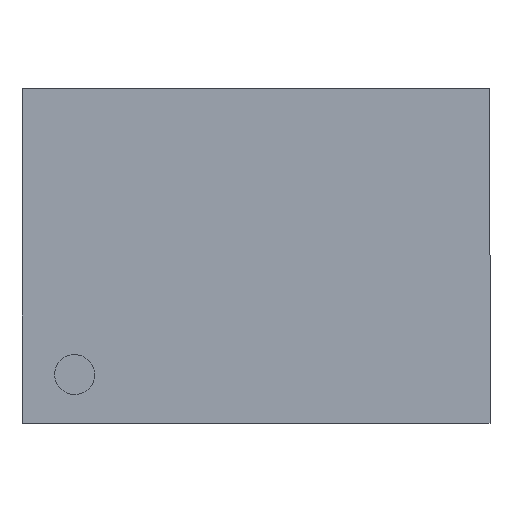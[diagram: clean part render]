
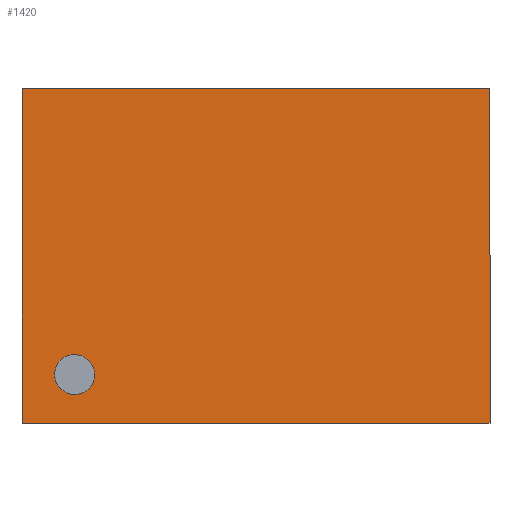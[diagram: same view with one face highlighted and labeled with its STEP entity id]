
A CAD part, top view. The second image highlights one B-rep face of the part: STEP entity #1420.
In plain terms, the highlighted planar face has unit normal (0, 0, 1).
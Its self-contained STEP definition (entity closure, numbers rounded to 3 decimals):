
#192 = DIRECTION ( 'NONE',  ( 0., -1., 0. ) ) ;
#254 = CARTESIAN_POINT ( 'NONE',  ( -2.455, -1.585, 0.85 ) ) ;
#277 = VERTEX_POINT ( 'NONE', #4638 ) ;
#541 = EDGE_LOOP ( 'NONE', ( #1641, #1856 ) ) ;
#570 = DIRECTION ( 'NONE',  ( 1., 0., 0. ) ) ;
#640 = CARTESIAN_POINT ( 'NONE',  ( -2.972, -1.585, 0.85 ) ) ;
#666 = CARTESIAN_POINT ( 'NONE',  ( -3.013, -1.773, 0.85 ) ) ;
#781 = ORIENTED_EDGE ( 'NONE', *, *, #1408, .T. ) ;
#799 = CARTESIAN_POINT ( 'NONE',  ( -2.615, -2.077, 0.85 ) ) ;
#898 = EDGE_CURVE ( 'NONE', #3265, #3391, #1428, .T. ) ;
#920 = ORIENTED_EDGE ( 'NONE', *, *, #3022, .T. ) ;
#969 = VECTOR ( 'NONE', #192, 1000. ) ;
#1112 = DIRECTION ( 'NONE',  ( 0., 1., 0. ) ) ;
#1127 = EDGE_CURVE ( 'NONE', #2452, #2018, #1482, .T. ) ;
#1182 = CARTESIAN_POINT ( 'NONE',  ( -3.013, -1.836, 0.85 ) ) ;
#1295 = CARTESIAN_POINT ( 'NONE',  ( -3.5, -2.5, 0.85 ) ) ;
#1408 = EDGE_CURVE ( 'NONE', #277, #1572, #2720, .T. ) ;
#1420 = ADVANCED_FACE ( 'NONE', ( #2566, #2873 ), #2148, .T. ) ;
#1428 = B_SPLINE_CURVE_WITH_KNOTS ( 'NONE', 3,
 ( #666, #1699, #640, #3478, #2805, #254, #4185, #2410 ),
 .UNSPECIFIED., .F., .F.,
 ( 4, 1, 1, 1, 1, 4 ),
 ( 0.5, 0.6, 0.7, 0.8, 0.9, 1. ),
 .UNSPECIFIED. ) ;
#1438 = DIRECTION ( 'NONE',  ( 0., 0., 1. ) ) ;
#1482 = LINE ( 'NONE', #1830, #2366 ) ;
#1507 = CARTESIAN_POINT ( 'NONE',  ( -2.812, -2.077, 0.85 ) ) ;
#1572 = VERTEX_POINT ( 'NONE', #1295 ) ;
#1574 = CARTESIAN_POINT ( 'NONE',  ( -2.414, -1.773, 0.85 ) ) ;
#1641 = ORIENTED_EDGE ( 'NONE', *, *, #3877, .T. ) ;
#1699 = CARTESIAN_POINT ( 'NONE',  ( -3.013, -1.711, 0.85 ) ) ;
#1791 = CARTESIAN_POINT ( 'NONE',  ( 0., 0., 0.85 ) ) ;
#1830 = CARTESIAN_POINT ( 'NONE',  ( 3.5, 2.5, 0.85 ) ) ;
#1856 = ORIENTED_EDGE ( 'NONE', *, *, #898, .T. ) ;
#1885 = ORIENTED_EDGE ( 'NONE', *, *, #1127, .T. ) ;
#1988 = EDGE_CURVE ( 'NONE', #1572, #2452, #3315, .T. ) ;
#2000 = CARTESIAN_POINT ( 'NONE',  ( 3.5, 2.5, 0.85 ) ) ;
#2018 = VERTEX_POINT ( 'NONE', #2000 ) ;
#2148 = PLANE ( 'NONE',  #2765 ) ;
#2208 = VECTOR ( 'NONE', #4542, 1000. ) ;
#2366 = VECTOR ( 'NONE', #1112, 1000. ) ;
#2410 = CARTESIAN_POINT ( 'NONE',  ( -2.414, -1.773, 0.85 ) ) ;
#2452 = VERTEX_POINT ( 'NONE', #3945 ) ;
#2549 = CARTESIAN_POINT ( 'NONE',  ( -2.972, -1.961, 0.85 ) ) ;
#2566 = FACE_OUTER_BOUND ( 'NONE', #3550, .T. ) ;
#2595 = VECTOR ( 'NONE', #570, 1000. ) ;
#2658 = ORIENTED_EDGE ( 'NONE', *, *, #1988, .T. ) ;
#2720 = LINE ( 'NONE', #4487, #969 ) ;
#2765 = AXIS2_PLACEMENT_3D ( 'NONE', #1791, #1438, #4300 ) ;
#2805 = CARTESIAN_POINT ( 'NONE',  ( -2.615, -1.469, 0.85 ) ) ;
#2873 = FACE_BOUND ( 'NONE', #541, .T. ) ;
#2963 = CARTESIAN_POINT ( 'NONE',  ( -3.5, -2.5, 0.85 ) ) ;
#3009 = CARTESIAN_POINT ( 'NONE',  ( -2.414, -1.836, 0.85 ) ) ;
#3022 = EDGE_CURVE ( 'NONE', #2018, #277, #3452, .T. ) ;
#3265 = VERTEX_POINT ( 'NONE', #4049 ) ;
#3315 = LINE ( 'NONE', #2963, #2595 ) ;
#3391 = VERTEX_POINT ( 'NONE', #4268 ) ;
#3435 = CARTESIAN_POINT ( 'NONE',  ( -3.5, 2.5, 0.85 ) ) ;
#3452 = LINE ( 'NONE', #3435, #2208 ) ;
#3478 = CARTESIAN_POINT ( 'NONE',  ( -2.812, -1.469, 0.85 ) ) ;
#3550 = EDGE_LOOP ( 'NONE', ( #1885, #920, #781, #2658 ) ) ;
#3877 = EDGE_CURVE ( 'NONE', #3391, #3265, #3970, .T. ) ;
#3945 = CARTESIAN_POINT ( 'NONE',  ( 3.5, -2.5, 0.85 ) ) ;
#3970 = B_SPLINE_CURVE_WITH_KNOTS ( 'NONE', 3,
 ( #1574, #3009, #4453, #799, #1507, #2549, #1182, #3971 ),
 .UNSPECIFIED., .F., .F.,
 ( 4, 1, 1, 1, 1, 4 ),
 ( 0., 0.1, 0.2, 0.3, 0.4, 0.5 ),
 .UNSPECIFIED. ) ;
#3971 = CARTESIAN_POINT ( 'NONE',  ( -3.013, -1.773, 0.85 ) ) ;
#4049 = CARTESIAN_POINT ( 'NONE',  ( -3.013, -1.773, 0.85 ) ) ;
#4185 = CARTESIAN_POINT ( 'NONE',  ( -2.414, -1.711, 0.85 ) ) ;
#4268 = CARTESIAN_POINT ( 'NONE',  ( -2.414, -1.773, 0.85 ) ) ;
#4300 = DIRECTION ( 'NONE',  ( 1., 0., 0. ) ) ;
#4453 = CARTESIAN_POINT ( 'NONE',  ( -2.455, -1.961, 0.85 ) ) ;
#4487 = CARTESIAN_POINT ( 'NONE',  ( -3.5, 2.5, 0.85 ) ) ;
#4542 = DIRECTION ( 'NONE',  ( -1., 0., 0. ) ) ;
#4638 = CARTESIAN_POINT ( 'NONE',  ( -3.5, 2.5, 0.85 ) ) ;
